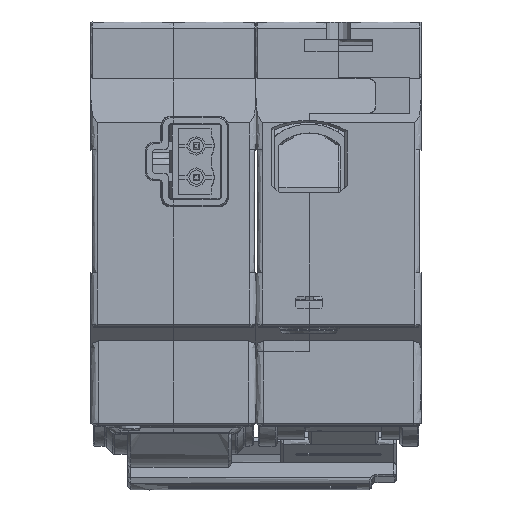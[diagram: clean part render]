
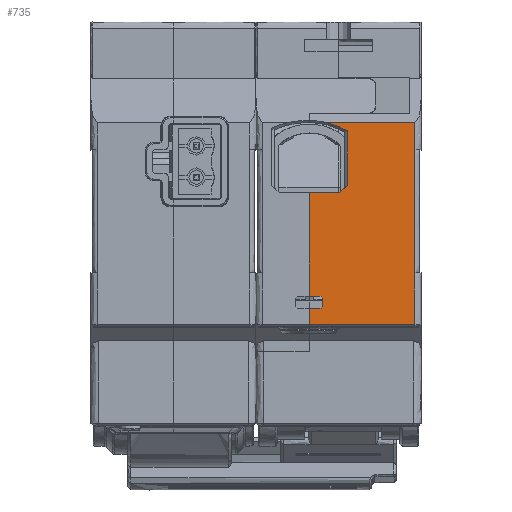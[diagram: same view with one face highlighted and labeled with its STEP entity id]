
A CAD part, top view. The second image highlights one B-rep face of the part: STEP entity #735.
In plain terms, the highlighted planar face has unit normal (0, 0, 1).
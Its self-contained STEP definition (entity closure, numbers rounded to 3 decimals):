
#735=ADVANCED_FACE('',(#9587),#137992,.T.);
#9587=FACE_OUTER_BOUND('',#18463,.T.);
#18463=EDGE_LOOP('',(#28937,#28938,#28939,#28940,#28941,#28942,#28943,#28944,
#28945,#28946,#28947,#28948,#28949,#28950,#28951,#28952,#28953));
#28937=ORIENTED_EDGE('',*,*,#75724,.F.);
#28938=ORIENTED_EDGE('',*,*,#75735,.T.);
#28939=ORIENTED_EDGE('',*,*,#75734,.T.);
#28940=ORIENTED_EDGE('',*,*,#75733,.T.);
#28941=ORIENTED_EDGE('',*,*,#75732,.T.);
#28942=ORIENTED_EDGE('',*,*,#75731,.T.);
#28943=ORIENTED_EDGE('',*,*,#75767,.T.);
#28944=ORIENTED_EDGE('',*,*,#75730,.T.);
#28945=ORIENTED_EDGE('',*,*,#75729,.T.);
#28946=ORIENTED_EDGE('',*,*,#75728,.T.);
#28947=ORIENTED_EDGE('',*,*,#75741,.T.);
#28948=ORIENTED_EDGE('',*,*,#75727,.T.);
#28949=ORIENTED_EDGE('',*,*,#75738,.T.);
#28950=ORIENTED_EDGE('',*,*,#75481,.T.);
#28951=ORIENTED_EDGE('',*,*,#75470,.F.);
#28952=ORIENTED_EDGE('',*,*,#75468,.F.);
#28953=ORIENTED_EDGE('',*,*,#75458,.F.);
#75458=EDGE_CURVE('',#122923,#122924,#99109,.T.);
#75468=EDGE_CURVE('',#122924,#122932,#99118,.T.);
#75470=EDGE_CURVE('',#122932,#122933,#99120,.T.);
#75481=EDGE_CURVE('',#122946,#122933,#99131,.T.);
#75724=EDGE_CURVE('',#123120,#122923,#99337,.T.);
#75727=EDGE_CURVE('',#123122,#123121,#99338,.T.);
#75728=EDGE_CURVE('',#123124,#123123,#99339,.T.);
#75729=EDGE_CURVE('',#123125,#123124,#99340,.T.);
#75730=EDGE_CURVE('',#123126,#123125,#99341,.T.);
#75731=EDGE_CURVE('',#123128,#123127,#99342,.T.);
#75732=EDGE_CURVE('',#123129,#123128,#114437,.T.);
#75733=EDGE_CURVE('',#123130,#123129,#114438,.T.);
#75734=EDGE_CURVE('',#123131,#123130,#99343,.T.);
#75735=EDGE_CURVE('',#123120,#123131,#99344,.T.);
#75738=EDGE_CURVE('',#123121,#122946,#114440,.T.);
#75741=EDGE_CURVE('',#123123,#123122,#114441,.T.);
#75767=EDGE_CURVE('',#123127,#123126,#99370,.T.);
#99109=B_SPLINE_CURVE_WITH_KNOTS('',1,(#163132,#163133),.UNSPECIFIED.,.F.,
 .F.,(2,2),(-0.008,0.),.UNSPECIFIED.);
#99118=B_SPLINE_CURVE_WITH_KNOTS('',1,(#163153,#163154),.UNSPECIFIED.,.F.,
 .F.,(2,2),(-0.017,0.),.UNSPECIFIED.);
#99120=B_SPLINE_CURVE_WITH_KNOTS('',1,(#163157,#163158),.UNSPECIFIED.,.F.,
 .F.,(2,2),(-0.003,0.),.UNSPECIFIED.);
#99131=B_SPLINE_CURVE_WITH_KNOTS('',1,(#163179,#163180),.UNSPECIFIED.,.F.,
 .F.,(2,2),(0.,0.002),.UNSPECIFIED.);
#99337=B_SPLINE_CURVE_WITH_KNOTS('',1,(#163732,#163733),.UNSPECIFIED.,.F.,
 .F.,(2,2),(-0.02,0.),.UNSPECIFIED.);
#99338=B_SPLINE_CURVE_WITH_KNOTS('',1,(#163740,#163741),.UNSPECIFIED.,.F.,
 .F.,(2,2),(-0.001,0.),.UNSPECIFIED.);
#99339=B_SPLINE_CURVE_WITH_KNOTS('',1,(#163742,#163743),.UNSPECIFIED.,.F.,
 .F.,(2,2),(-0.002,0.),.UNSPECIFIED.);
#99340=B_SPLINE_CURVE_WITH_KNOTS('',1,(#163744,#163745),.UNSPECIFIED.,.F.,
 .F.,(2,2),(-0.017,0.),.UNSPECIFIED.);
#99341=B_SPLINE_CURVE_WITH_KNOTS('',1,(#163746,#163747),.UNSPECIFIED.,.F.,
 .F.,(2,2),(-0.005,0.),.UNSPECIFIED.);
#99342=B_SPLINE_CURVE_WITH_KNOTS('',1,(#163748,#163749),.UNSPECIFIED.,.F.,
 .F.,(2,2),(-0.009,0.),.UNSPECIFIED.);
#99343=B_SPLINE_CURVE_WITH_KNOTS('',1,(#163756,#163757),.UNSPECIFIED.,.F.,
 .F.,(2,2),(-0.014,0.),.UNSPECIFIED.);
#99344=B_SPLINE_CURVE_WITH_KNOTS('',1,(#163758,#163759),.UNSPECIFIED.,.F.,
 .F.,(2,2),(-0.004,0.),.UNSPECIFIED.);
#99370=B_SPLINE_CURVE_WITH_KNOTS('',1,(#163832,#163833),.UNSPECIFIED.,.F.,
 .F.,(2,2),(0.,0.002),.UNSPECIFIED.);
#114437=(
BOUNDED_CURVE()
B_SPLINE_CURVE(2,(#163750,#163751,#163752),.UNSPECIFIED.,.F.,.F.)
B_SPLINE_CURVE_WITH_KNOTS((3,3),(-0.001,0.),.UNSPECIFIED.)
CURVE()
GEOMETRIC_REPRESENTATION_ITEM()
RATIONAL_B_SPLINE_CURVE((1.,0.998,1.))
REPRESENTATION_ITEM('')
);
#114438=(
BOUNDED_CURVE()
B_SPLINE_CURVE(2,(#163753,#163754,#163755),.UNSPECIFIED.,.F.,.F.)
B_SPLINE_CURVE_WITH_KNOTS((3,3),(-0.002,0.),.UNSPECIFIED.)
CURVE()
GEOMETRIC_REPRESENTATION_ITEM()
RATIONAL_B_SPLINE_CURVE((1.,0.996,1.))
REPRESENTATION_ITEM('')
);
#114440=(
BOUNDED_CURVE()
B_SPLINE_CURVE(2,(#163765,#163766,#163767),.UNSPECIFIED.,.F.,.F.)
B_SPLINE_CURVE_WITH_KNOTS((3,3),(0.,0.),.UNSPECIFIED.)
CURVE()
GEOMETRIC_REPRESENTATION_ITEM()
RATIONAL_B_SPLINE_CURVE((1.,0.707,1.))
REPRESENTATION_ITEM('')
);
#114441=(
BOUNDED_CURVE()
B_SPLINE_CURVE(2,(#163772,#163773,#163774),.UNSPECIFIED.,.F.,.F.)
B_SPLINE_CURVE_WITH_KNOTS((3,3),(0.,0.),.UNSPECIFIED.)
CURVE()
GEOMETRIC_REPRESENTATION_ITEM()
RATIONAL_B_SPLINE_CURVE((1.,0.707,1.))
REPRESENTATION_ITEM('')
);
#122923=VERTEX_POINT('',#160769);
#122924=VERTEX_POINT('',#160770);
#122932=VERTEX_POINT('',#160778);
#122933=VERTEX_POINT('',#160779);
#122946=VERTEX_POINT('',#160792);
#123120=VERTEX_POINT('',#160966);
#123121=VERTEX_POINT('',#160967);
#123122=VERTEX_POINT('',#160968);
#123123=VERTEX_POINT('',#160969);
#123124=VERTEX_POINT('',#160970);
#123125=VERTEX_POINT('',#160971);
#123126=VERTEX_POINT('',#160972);
#123127=VERTEX_POINT('',#160973);
#123128=VERTEX_POINT('',#160974);
#123129=VERTEX_POINT('',#160975);
#123130=VERTEX_POINT('',#160976);
#123131=VERTEX_POINT('',#160977);
#137992=PLANE('',#146499);
#146499=AXIS2_PLACEMENT_3D('',#154610,#149818,$);
#149818=DIRECTION('',(0.,0.,1.));
#154610=CARTESIAN_POINT('',(627.647,-614.583,40.275));
#160769=CARTESIAN_POINT('',(25.8,-2.771,40.275));
#160770=CARTESIAN_POINT('',(25.8,-11.171,40.275));
#160778=CARTESIAN_POINT('',(8.65,-11.171,40.275));
#160779=CARTESIAN_POINT('',(8.65,-8.571,40.275));
#160792=CARTESIAN_POINT('',(10.55,-8.571,40.275));
#160966=CARTESIAN_POINT('',(25.8,17.229,40.275));
#160967=CARTESIAN_POINT('',(10.85,-8.271,40.275));
#160968=CARTESIAN_POINT('',(10.85,-6.871,40.275));
#160969=CARTESIAN_POINT('',(10.55,-6.571,40.275));
#160970=CARTESIAN_POINT('',(8.65,-6.571,40.275));
#160971=CARTESIAN_POINT('',(8.65,10.229,40.275));
#160972=CARTESIAN_POINT('',(13.6,10.229,40.275));
#160973=CARTESIAN_POINT('',(14.8,11.429,40.275));
#160974=CARTESIAN_POINT('',(14.8,20.261,40.275));
#160975=CARTESIAN_POINT('',(13.562,20.894,40.275));
#160976=CARTESIAN_POINT('',(11.445,21.629,40.275));
#160977=CARTESIAN_POINT('',(25.8,21.629,40.275));
#163132=CARTESIAN_POINT('',(25.8,-2.771,40.275));
#163133=CARTESIAN_POINT('',(25.8,-11.171,40.275));
#163153=CARTESIAN_POINT('',(25.8,-11.171,40.275));
#163154=CARTESIAN_POINT('',(8.65,-11.171,40.275));
#163157=CARTESIAN_POINT('',(8.65,-11.171,40.275));
#163158=CARTESIAN_POINT('',(8.65,-8.571,40.275));
#163179=CARTESIAN_POINT('',(10.55,-8.571,40.275));
#163180=CARTESIAN_POINT('',(8.65,-8.571,40.275));
#163732=CARTESIAN_POINT('',(25.8,17.229,40.275));
#163733=CARTESIAN_POINT('',(25.8,-2.771,40.275));
#163740=CARTESIAN_POINT('',(10.85,-6.871,40.275));
#163741=CARTESIAN_POINT('',(10.85,-8.271,40.275));
#163742=CARTESIAN_POINT('',(8.65,-6.571,40.275));
#163743=CARTESIAN_POINT('',(10.55,-6.571,40.275));
#163744=CARTESIAN_POINT('',(8.65,10.229,40.275));
#163745=CARTESIAN_POINT('',(8.65,-6.571,40.275));
#163746=CARTESIAN_POINT('',(13.6,10.229,40.275));
#163747=CARTESIAN_POINT('',(8.65,10.229,40.275));
#163748=CARTESIAN_POINT('',(14.8,20.261,40.275));
#163749=CARTESIAN_POINT('',(14.8,11.429,40.275));
#163750=CARTESIAN_POINT('',(13.562,20.894,40.275));
#163751=CARTESIAN_POINT('',(14.199,20.613,40.275));
#163752=CARTESIAN_POINT('',(14.8,20.261,40.275));
#163753=CARTESIAN_POINT('',(11.445,21.629,40.275));
#163754=CARTESIAN_POINT('',(12.535,21.352,40.275));
#163755=CARTESIAN_POINT('',(13.562,20.894,40.275));
#163756=CARTESIAN_POINT('',(25.8,21.629,40.275));
#163757=CARTESIAN_POINT('',(11.445,21.629,40.275));
#163758=CARTESIAN_POINT('',(25.8,17.229,40.275));
#163759=CARTESIAN_POINT('',(25.8,21.629,40.275));
#163765=CARTESIAN_POINT('',(10.85,-8.271,40.275));
#163766=CARTESIAN_POINT('',(10.85,-8.571,40.275));
#163767=CARTESIAN_POINT('',(10.55,-8.571,40.275));
#163772=CARTESIAN_POINT('',(10.55,-6.571,40.275));
#163773=CARTESIAN_POINT('',(10.85,-6.571,40.275));
#163774=CARTESIAN_POINT('',(10.85,-6.871,40.275));
#163832=CARTESIAN_POINT('',(14.8,11.429,40.275));
#163833=CARTESIAN_POINT('',(13.6,10.229,40.275));
